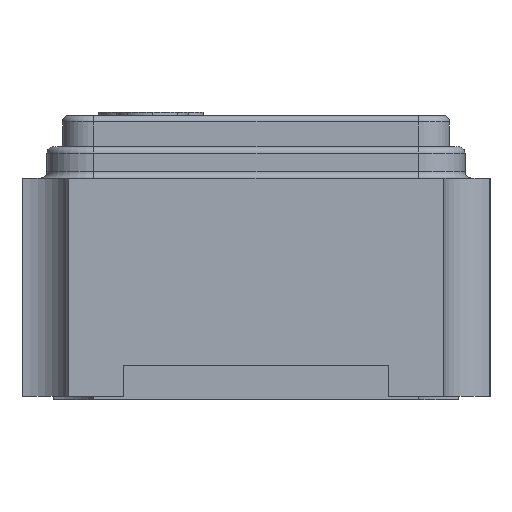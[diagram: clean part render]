
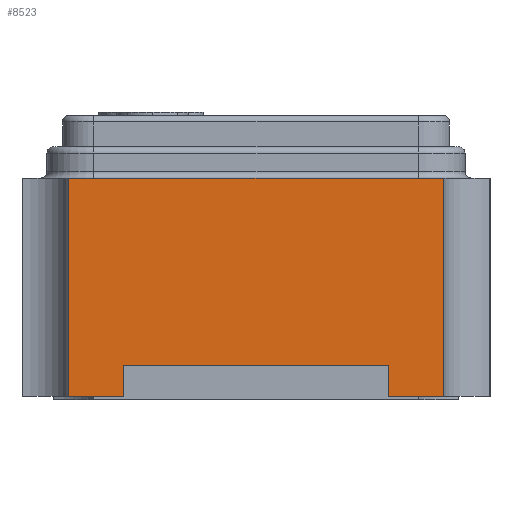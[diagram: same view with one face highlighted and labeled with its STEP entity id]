
A CAD part, left-side view. The second image highlights one B-rep face of the part: STEP entity #8523.
In plain terms, the highlighted planar face has unit normal (-1, 0, 0).
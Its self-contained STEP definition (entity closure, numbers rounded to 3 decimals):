
#240 = CARTESIAN_POINT ( 'NONE',  ( -2.05, 0.75, 0.7 ) ) ;
#739 = CARTESIAN_POINT ( 'NONE',  ( -2.05, 0.425, 0.7 ) ) ;
#899 = DIRECTION ( 'NONE',  ( 0., 0., -1. ) ) ;
#1038 = ORIENTED_EDGE ( 'NONE', *, *, #1252, .F. ) ;
#1252 = EDGE_CURVE ( 'NONE', #7581, #6422, #8276, .T. ) ;
#1551 = DIRECTION ( 'NONE',  ( 0., 0., 1. ) ) ;
#2028 = CARTESIAN_POINT ( 'NONE',  ( -2.05, -0.425, 0.1 ) ) ;
#2266 = VECTOR ( 'NONE', #3441, 1000. ) ;
#2854 = CARTESIAN_POINT ( 'NONE',  ( -2.05, 0.6, 0.7 ) ) ;
#2880 = CARTESIAN_POINT ( 'NONE',  ( -2.05, 0.75, 0.7 ) ) ;
#3363 = ORIENTED_EDGE ( 'NONE', *, *, #11657, .T. ) ;
#3441 = DIRECTION ( 'NONE',  ( 0., 0., 1. ) ) ;
#3489 = VECTOR ( 'NONE', #8986, 1000. ) ;
#3502 = EDGE_CURVE ( 'NONE', #7581, #8713, #8146, .T. ) ;
#3886 = DIRECTION ( 'NONE',  ( 0., 1., 0. ) ) ;
#4484 = ORIENTED_EDGE ( 'NONE', *, *, #3502, .T. ) ;
#4736 = VERTEX_POINT ( 'NONE', #16791 ) ;
#4791 = VECTOR ( 'NONE', #1551, 1000. ) ;
#4831 = AXIS2_PLACEMENT_3D ( 'NONE', #2880, #8358, #8533 ) ;
#5041 = LINE ( 'NONE', #17140, #10586 ) ;
#6422 = VERTEX_POINT ( 'NONE', #2028 ) ;
#6498 = VERTEX_POINT ( 'NONE', #13013 ) ;
#6562 = CARTESIAN_POINT ( 'NONE',  ( -2.05, 0.425, 0.1 ) ) ;
#6998 = LINE ( 'NONE', #240, #14812 ) ;
#7561 = VECTOR ( 'NONE', #899, 1000. ) ;
#7581 = VERTEX_POINT ( 'NONE', #17456 ) ;
#7728 = CARTESIAN_POINT ( 'NONE',  ( -2.05, 0.6, 0. ) ) ;
#8146 = LINE ( 'NONE', #17353, #8314 ) ;
#8276 = LINE ( 'NONE', #11184, #4791 ) ;
#8314 = VECTOR ( 'NONE', #12329, 1000. ) ;
#8358 = DIRECTION ( 'NONE',  ( 1., 0., 0. ) ) ;
#8523 = ADVANCED_FACE ( 'NONE', ( #10810 ), #16230, .F. ) ;
#8533 = DIRECTION ( 'NONE',  ( 0., 0., -1. ) ) ;
#8713 = VERTEX_POINT ( 'NONE', #12958 ) ;
#8775 = VERTEX_POINT ( 'NONE', #2854 ) ;
#8986 = DIRECTION ( 'NONE',  ( 0., 0., -1. ) ) ;
#9186 = EDGE_CURVE ( 'NONE', #8713, #17442, #13162, .T. ) ;
#9514 = DIRECTION ( 'NONE',  ( 0., -1., 0. ) ) ;
#9822 = EDGE_CURVE ( 'NONE', #8775, #17442, #6998, .T. ) ;
#10001 = ORIENTED_EDGE ( 'NONE', *, *, #11889, .F. ) ;
#10586 = VECTOR ( 'NONE', #3886, 1000. ) ;
#10590 = CARTESIAN_POINT ( 'NONE',  ( -2.05, -0.6, 0.7 ) ) ;
#10810 = FACE_OUTER_BOUND ( 'NONE', #15876, .T. ) ;
#11042 = LINE ( 'NONE', #13713, #12600 ) ;
#11184 = CARTESIAN_POINT ( 'NONE',  ( -2.05, -0.425, 0.7 ) ) ;
#11508 = EDGE_CURVE ( 'NONE', #15602, #6498, #14456, .T. ) ;
#11657 = EDGE_CURVE ( 'NONE', #4736, #6498, #11042, .T. ) ;
#11736 = CARTESIAN_POINT ( 'NONE',  ( -2.05, -0.6, 0. ) ) ;
#11889 = EDGE_CURVE ( 'NONE', #6422, #15602, #5041, .T. ) ;
#12329 = DIRECTION ( 'NONE',  ( 0., -1., 0. ) ) ;
#12549 = ORIENTED_EDGE ( 'NONE', *, *, #13972, .T. ) ;
#12600 = VECTOR ( 'NONE', #16432, 1000. ) ;
#12958 = CARTESIAN_POINT ( 'NONE',  ( -2.05, -0.6, 0. ) ) ;
#13013 = CARTESIAN_POINT ( 'NONE',  ( -2.05, 0.425, 0. ) ) ;
#13162 = LINE ( 'NONE', #11736, #2266 ) ;
#13713 = CARTESIAN_POINT ( 'NONE',  ( -2.05, 0.75, 0. ) ) ;
#13840 = ORIENTED_EDGE ( 'NONE', *, *, #9822, .F. ) ;
#13972 = EDGE_CURVE ( 'NONE', #8775, #4736, #14619, .T. ) ;
#14456 = LINE ( 'NONE', #739, #3489 ) ;
#14619 = LINE ( 'NONE', #7728, #7561 ) ;
#14812 = VECTOR ( 'NONE', #9514, 1000. ) ;
#15602 = VERTEX_POINT ( 'NONE', #6562 ) ;
#15876 = EDGE_LOOP ( 'NONE', ( #16456, #10001, #1038, #4484, #16624, #13840, #12549, #3363 ) ) ;
#16230 = PLANE ( 'NONE',  #4831 ) ;
#16432 = DIRECTION ( 'NONE',  ( 0., -1., 0. ) ) ;
#16456 = ORIENTED_EDGE ( 'NONE', *, *, #11508, .F. ) ;
#16624 = ORIENTED_EDGE ( 'NONE', *, *, #9186, .T. ) ;
#16791 = CARTESIAN_POINT ( 'NONE',  ( -2.05, 0.6, 0. ) ) ;
#17140 = CARTESIAN_POINT ( 'NONE',  ( -2.05, 0.75, 0.1 ) ) ;
#17353 = CARTESIAN_POINT ( 'NONE',  ( -2.05, 0.75, 0. ) ) ;
#17442 = VERTEX_POINT ( 'NONE', #10590 ) ;
#17456 = CARTESIAN_POINT ( 'NONE',  ( -2.05, -0.425, 0. ) ) ;
